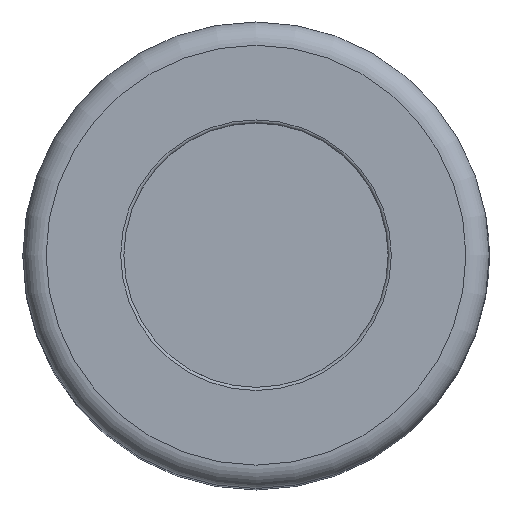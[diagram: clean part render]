
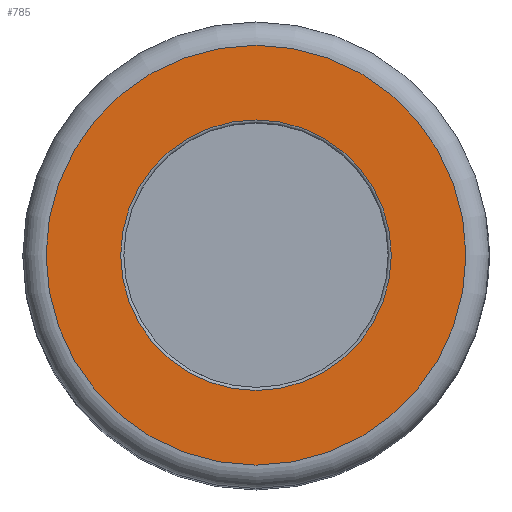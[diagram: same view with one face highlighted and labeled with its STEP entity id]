
A CAD part, top view. The second image highlights one B-rep face of the part: STEP entity #785.
In plain terms, the highlighted planar face has unit normal (0, 0, 1).
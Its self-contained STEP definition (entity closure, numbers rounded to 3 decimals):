
#785 = ADVANCED_FACE('',(#786,#826),#799,.F.);
#786 = FACE_BOUND('',#787,.T.);
#787 = EDGE_LOOP('',(#788));
#788 = ORIENTED_EDGE('',*,*,#789,.F.);
#789 = EDGE_CURVE('',#790,#790,#792,.T.);
#790 = VERTEX_POINT('',#791);
#791 = CARTESIAN_POINT('',(-1.74,0.,12.));
#792 = SURFACE_CURVE('',#793,(#798,#814),.PCURVE_S1.);
#793 = CIRCLE('',#794,1.74);
#794 = AXIS2_PLACEMENT_3D('',#795,#796,#797);
#795 = CARTESIAN_POINT('',(0.,0.,12.));
#796 = DIRECTION('',(0.,0.,1.));
#797 = DIRECTION('',(-1.,0.,0.));
#798 = PCURVE('',#799,#804);
#799 = PLANE('',#800);
#800 = AXIS2_PLACEMENT_3D('',#801,#802,#803);
#801 = CARTESIAN_POINT('',(0.,0.,12.));
#802 = DIRECTION('',(0.,0.,-1.));
#803 = DIRECTION('',(1.,0.,0.));
#804 = DEFINITIONAL_REPRESENTATION('',(#805),#813);
#805 = ( BOUNDED_CURVE() B_SPLINE_CURVE(2,(#806,#807,#808,#809,#810,#811
,#812),.UNSPECIFIED.,.F.,.F.) B_SPLINE_CURVE_WITH_KNOTS((1,2,2,2,2,1),(
    -2.094,0.,2.094,4.189,6.283,
8.378),.UNSPECIFIED.) CURVE() GEOMETRIC_REPRESENTATION_ITEM() 
RATIONAL_B_SPLINE_CURVE((1.,0.5,1.,0.5,1.,0.5,1.)) REPRESENTATION_ITEM(
  '') );
#806 = CARTESIAN_POINT('',(-1.74,0.));
#807 = CARTESIAN_POINT('',(-1.74,3.014));
#808 = CARTESIAN_POINT('',(0.87,1.507));
#809 = CARTESIAN_POINT('',(3.48,0.));
#810 = CARTESIAN_POINT('',(0.87,-1.507));
#811 = CARTESIAN_POINT('',(-1.74,-3.014));
#812 = CARTESIAN_POINT('',(-1.74,0.));
#813 = ( GEOMETRIC_REPRESENTATION_CONTEXT(2) 
PARAMETRIC_REPRESENTATION_CONTEXT() REPRESENTATION_CONTEXT('2D SPACE',''
  ) );
#814 = PCURVE('',#815,#820);
#815 = TOROIDAL_SURFACE('',#816,1.74,0.04);
#816 = AXIS2_PLACEMENT_3D('',#817,#818,#819);
#817 = CARTESIAN_POINT('',(0.,0.,11.96)
  );
#818 = DIRECTION('',(0.,0.,1.));
#819 = DIRECTION('',(-1.,0.,0.));
#820 = DEFINITIONAL_REPRESENTATION('',(#821),#825);
#821 = LINE('',#822,#823);
#822 = CARTESIAN_POINT('',(0.,1.571));
#823 = VECTOR('',#824,1.);
#824 = DIRECTION('',(1.,0.));
#825 = ( GEOMETRIC_REPRESENTATION_CONTEXT(2) 
PARAMETRIC_REPRESENTATION_CONTEXT() REPRESENTATION_CONTEXT('2D SPACE',''
  ) );
#826 = FACE_BOUND('',#827,.T.);
#827 = EDGE_LOOP('',(#828));
#828 = ORIENTED_EDGE('',*,*,#829,.F.);
#829 = EDGE_CURVE('',#830,#830,#832,.T.);
#830 = VERTEX_POINT('',#831);
#831 = CARTESIAN_POINT('',(2.7,0.,12.));
#832 = SURFACE_CURVE('',#833,(#838,#845),.PCURVE_S1.);
#833 = CIRCLE('',#834,2.7);
#834 = AXIS2_PLACEMENT_3D('',#835,#836,#837);
#835 = CARTESIAN_POINT('',(0.,0.,12.));
#836 = DIRECTION('',(0.,0.,-1.));
#837 = DIRECTION('',(1.,0.,0.));
#838 = PCURVE('',#799,#839);
#839 = DEFINITIONAL_REPRESENTATION('',(#840),#844);
#840 = CIRCLE('',#841,2.7);
#841 = AXIS2_PLACEMENT_2D('',#842,#843);
#842 = CARTESIAN_POINT('',(0.,0.));
#843 = DIRECTION('',(1.,0.));
#844 = ( GEOMETRIC_REPRESENTATION_CONTEXT(2) 
PARAMETRIC_REPRESENTATION_CONTEXT() REPRESENTATION_CONTEXT('2D SPACE',''
  ) );
#845 = PCURVE('',#846,#851);
#846 = TOROIDAL_SURFACE('',#847,2.7,0.3);
#847 = AXIS2_PLACEMENT_3D('',#848,#849,#850);
#848 = CARTESIAN_POINT('',(0.,0.,11.7)
  );
#849 = DIRECTION('',(0.,0.,-1.));
#850 = DIRECTION('',(1.,0.,0.));
#851 = DEFINITIONAL_REPRESENTATION('',(#852),#856);
#852 = LINE('',#853,#854);
#853 = CARTESIAN_POINT('',(0.,4.712));
#854 = VECTOR('',#855,1.);
#855 = DIRECTION('',(1.,0.));
#856 = ( GEOMETRIC_REPRESENTATION_CONTEXT(2) 
PARAMETRIC_REPRESENTATION_CONTEXT() REPRESENTATION_CONTEXT('2D SPACE',''
  ) );
